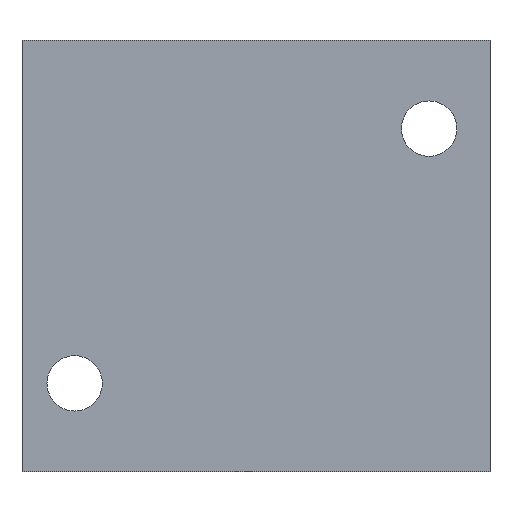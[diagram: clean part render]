
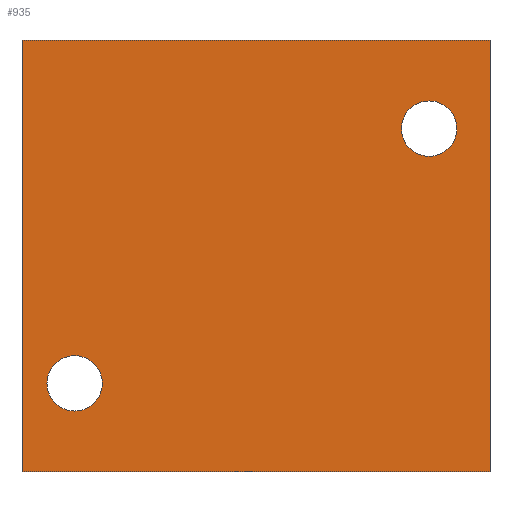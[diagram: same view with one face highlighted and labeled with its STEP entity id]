
A CAD part, front view. The second image highlights one B-rep face of the part: STEP entity #935.
In plain terms, the highlighted planar face has unit normal (0, -1, 0).
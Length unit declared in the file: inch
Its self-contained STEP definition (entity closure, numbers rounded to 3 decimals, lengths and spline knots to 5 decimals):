
#238 = EDGE_CURVE ( 'NONE', #6353, #246, #1336, .T. ) ;
#246 = VERTEX_POINT ( 'NONE', #525 ) ;
#314 = DIRECTION ( 'NONE',  ( -1., 0., 0. ) ) ;
#381 = CARTESIAN_POINT ( 'NONE',  ( -0.817, -0.70866, -0.7675 ) ) ;
#413 = ORIENTED_EDGE ( 'NONE', *, *, #238, .T. ) ;
#418 = VERTEX_POINT ( 'NONE', #4812 ) ;
#421 = CARTESIAN_POINT ( 'NONE',  ( 0.8465, -0.70866, -0.7675 ) ) ;
#422 = CARTESIAN_POINT ( 'NONE',  ( 0., -0.70866, 0.7675 ) ) ;
#427 = CARTESIAN_POINT ( 'NONE',  ( 0., -0.70866, 0.7675 ) ) ;
#525 = CARTESIAN_POINT ( 'NONE',  ( -0.62992, -0.70866, -0.35426 ) ) ;
#774 = EDGE_CURVE ( 'NONE', #1945, #418, #1344, .T. ) ;
#935 = ADVANCED_FACE ( 'NONE', ( #2225, #1541, #4449 ), #5066, .F. ) ;
#969 = AXIS2_PLACEMENT_3D ( 'NONE', #4012, #5656, #2862 ) ;
#1336 = CIRCLE ( 'NONE', #969, 0.0985 ) ;
#1344 = CIRCLE ( 'NONE', #2191, 0.0985 ) ;
#1350 = DIRECTION ( 'NONE',  ( 0., 0., -1. ) ) ;
#1541 = FACE_BOUND ( 'NONE', #5528, .T. ) ;
#1805 = EDGE_LOOP ( 'NONE', ( #6230, #2381, #7414, #3640 ) ) ;
#1909 = DIRECTION ( 'NONE',  ( 0., 1., 0. ) ) ;
#1945 = VERTEX_POINT ( 'NONE', #3917 ) ;
#2038 = CIRCLE ( 'NONE', #3391, 0.0985 ) ;
#2124 = EDGE_CURVE ( 'NONE', #246, #6353, #6248, .T. ) ;
#2191 = AXIS2_PLACEMENT_3D ( 'NONE', #3762, #5971, #1350 ) ;
#2225 = FACE_BOUND ( 'NONE', #2524, .T. ) ;
#2251 = DIRECTION ( 'NONE',  ( -1., 0., 0. ) ) ;
#2280 = DIRECTION ( 'NONE',  ( 0., 0., -1. ) ) ;
#2303 = VERTEX_POINT ( 'NONE', #381 ) ;
#2381 = ORIENTED_EDGE ( 'NONE', *, *, #2975, .F. ) ;
#2524 = EDGE_LOOP ( 'NONE', ( #4714, #2921 ) ) ;
#2627 = EDGE_CURVE ( 'NONE', #2303, #3047, #3422, .T. ) ;
#2641 = CARTESIAN_POINT ( 'NONE',  ( -0.62992, -0.70866, -0.45276 ) ) ;
#2767 = DIRECTION ( 'NONE',  ( 0., 0., 1. ) ) ;
#2776 = DIRECTION ( 'NONE',  ( 0., 0., 1. ) ) ;
#2862 = DIRECTION ( 'NONE',  ( 0., 0., 1. ) ) ;
#2921 = ORIENTED_EDGE ( 'NONE', *, *, #4094, .T. ) ;
#2975 = EDGE_CURVE ( 'NONE', #5751, #2303, #7293, .T. ) ;
#3011 = CARTESIAN_POINT ( 'NONE',  ( 0.62992, -0.70866, 0.45276 ) ) ;
#3047 = VERTEX_POINT ( 'NONE', #6794 ) ;
#3209 = VECTOR ( 'NONE', #2776, 39.37008 ) ;
#3220 = DIRECTION ( 'NONE',  ( 0., 0., 1. ) ) ;
#3286 = VECTOR ( 'NONE', #4633, 39.37008 ) ;
#3391 = AXIS2_PLACEMENT_3D ( 'NONE', #3011, #4052, #2280 ) ;
#3422 = LINE ( 'NONE', #4039, #3209 ) ;
#3523 = EDGE_CURVE ( 'NONE', #6137, #3047, #6306, .T. ) ;
#3640 = ORIENTED_EDGE ( 'NONE', *, *, #3523, .T. ) ;
#3762 = CARTESIAN_POINT ( 'NONE',  ( 0.62992, -0.70866, 0.45276 ) ) ;
#3917 = CARTESIAN_POINT ( 'NONE',  ( 0.62992, -0.70866, 0.55126 ) ) ;
#4012 = CARTESIAN_POINT ( 'NONE',  ( -0.62992, -0.70866, -0.45276 ) ) ;
#4039 = CARTESIAN_POINT ( 'NONE',  ( -0.817, -0.70866, -0.7675 ) ) ;
#4046 = VECTOR ( 'NONE', #314, 39.37008 ) ;
#4052 = DIRECTION ( 'NONE',  ( 0., 1., 0. ) ) ;
#4094 = EDGE_CURVE ( 'NONE', #418, #1945, #2038, .T. ) ;
#4449 = FACE_OUTER_BOUND ( 'NONE', #1805, .T. ) ;
#4633 = DIRECTION ( 'NONE',  ( 0., 0., 1. ) ) ;
#4714 = ORIENTED_EDGE ( 'NONE', *, *, #774, .T. ) ;
#4769 = EDGE_CURVE ( 'NONE', #5751, #6137, #6824, .T. ) ;
#4812 = CARTESIAN_POINT ( 'NONE',  ( 0.62992, -0.70866, 0.35426 ) ) ;
#5013 = AXIS2_PLACEMENT_3D ( 'NONE', #427, #7477, #2767 ) ;
#5066 = PLANE ( 'NONE',  #5013 ) ;
#5171 = CARTESIAN_POINT ( 'NONE',  ( 0.8465, -0.70866, -1.04507 ) ) ;
#5528 = EDGE_LOOP ( 'NONE', ( #5859, #413 ) ) ;
#5656 = DIRECTION ( 'NONE',  ( 0., 1., 0. ) ) ;
#5751 = VERTEX_POINT ( 'NONE', #421 ) ;
#5802 = CARTESIAN_POINT ( 'NONE',  ( -0.62992, -0.70866, -0.55126 ) ) ;
#5859 = ORIENTED_EDGE ( 'NONE', *, *, #2124, .T. ) ;
#5971 = DIRECTION ( 'NONE',  ( 0., 1., 0. ) ) ;
#6108 = CARTESIAN_POINT ( 'NONE',  ( 0.8465, -0.70866, 0.7675 ) ) ;
#6137 = VERTEX_POINT ( 'NONE', #6108 ) ;
#6230 = ORIENTED_EDGE ( 'NONE', *, *, #2627, .F. ) ;
#6248 = CIRCLE ( 'NONE', #7238, 0.0985 ) ;
#6306 = LINE ( 'NONE', #422, #6816 ) ;
#6353 = VERTEX_POINT ( 'NONE', #5802 ) ;
#6675 = CARTESIAN_POINT ( 'NONE',  ( 0., -0.70866, -0.7675 ) ) ;
#6794 = CARTESIAN_POINT ( 'NONE',  ( -0.817, -0.70866, 0.7675 ) ) ;
#6816 = VECTOR ( 'NONE', #2251, 39.37008 ) ;
#6824 = LINE ( 'NONE', #5171, #3286 ) ;
#7238 = AXIS2_PLACEMENT_3D ( 'NONE', #2641, #1909, #3220 ) ;
#7293 = LINE ( 'NONE', #6675, #4046 ) ;
#7414 = ORIENTED_EDGE ( 'NONE', *, *, #4769, .T. ) ;
#7477 = DIRECTION ( 'NONE',  ( 0., 1., 0. ) ) ;
